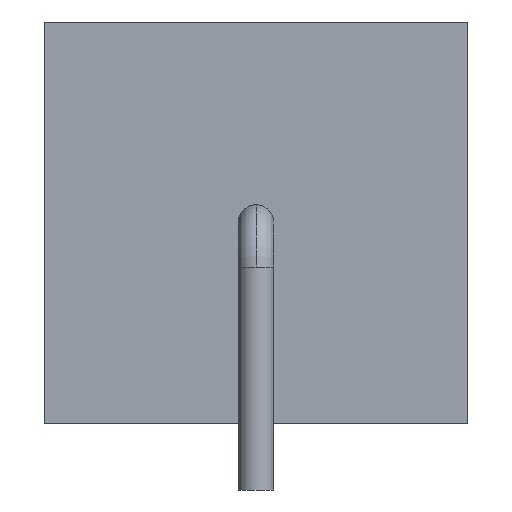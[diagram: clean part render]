
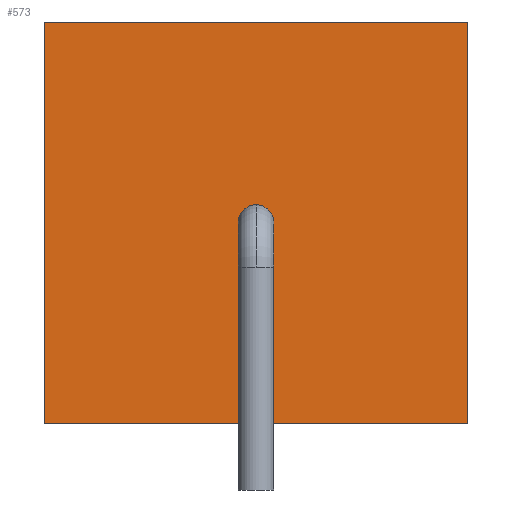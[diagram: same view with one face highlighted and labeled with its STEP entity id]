
A CAD part, left-side view. The second image highlights one B-rep face of the part: STEP entity #573.
In plain terms, the highlighted planar face has unit normal (-1, 0, 0).
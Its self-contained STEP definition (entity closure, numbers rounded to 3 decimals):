
#18 = DIRECTION ( 'NONE',  ( 0., 0., -1. ) ) ;
#32 = DIRECTION ( 'NONE',  ( 1., 0., 0. ) ) ;
#36 = PLANE ( 'NONE',  #512 ) ;
#41 = CARTESIAN_POINT ( 'NONE',  ( -24., -4.75, 0. ) ) ;
#85 = DIRECTION ( 'NONE',  ( 0., -1., 0. ) ) ;
#95 = LINE ( 'NONE', #635, #621 ) ;
#106 = VERTEX_POINT ( 'NONE', #118 ) ;
#118 = CARTESIAN_POINT ( 'NONE',  ( -24., 4.75, 0. ) ) ;
#126 = DIRECTION ( 'NONE',  ( 0., -1., 0. ) ) ;
#156 = CARTESIAN_POINT ( 'NONE',  ( -24., -4.75, 9. ) ) ;
#174 = CARTESIAN_POINT ( 'NONE',  ( -24., -4.75, 0. ) ) ;
#211 = CARTESIAN_POINT ( 'NONE',  ( -24., -4.75, 9. ) ) ;
#213 = EDGE_CURVE ( 'NONE', #250, #106, #95, .T. ) ;
#237 = CARTESIAN_POINT ( 'NONE',  ( -24., 4.75, 9. ) ) ;
#241 = ORIENTED_EDGE ( 'NONE', *, *, #523, .F. ) ;
#250 = VERTEX_POINT ( 'NONE', #237 ) ;
#260 = VERTEX_POINT ( 'NONE', #41 ) ;
#320 = ORIENTED_EDGE ( 'NONE', *, *, #624, .F. ) ;
#327 = ORIENTED_EDGE ( 'NONE', *, *, #497, .T. ) ;
#333 = FACE_OUTER_BOUND ( 'NONE', #426, .T. ) ;
#345 = CARTESIAN_POINT ( 'NONE',  ( -24., -4.75, 9. ) ) ;
#373 = VECTOR ( 'NONE', #18, 1000. ) ;
#422 = VERTEX_POINT ( 'NONE', #156 ) ;
#426 = EDGE_LOOP ( 'NONE', ( #327, #241, #320, #466 ) ) ;
#435 = LINE ( 'NONE', #644, #640 ) ;
#438 = DIRECTION ( 'NONE',  ( 0., 0., -1. ) ) ;
#466 = ORIENTED_EDGE ( 'NONE', *, *, #213, .T. ) ;
#467 = VECTOR ( 'NONE', #126, 1000. ) ;
#487 = DIRECTION ( 'NONE',  ( 0., 0., -1. ) ) ;
#497 = EDGE_CURVE ( 'NONE', #106, #260, #521, .T. ) ;
#512 = AXIS2_PLACEMENT_3D ( 'NONE', #345, #32, #487 ) ;
#521 = LINE ( 'NONE', #174, #467 ) ;
#523 = EDGE_CURVE ( 'NONE', #422, #260, #528, .T. ) ;
#528 = LINE ( 'NONE', #211, #373 ) ;
#573 = ADVANCED_FACE ( 'NONE', ( #333 ), #36, .F. ) ;
#621 = VECTOR ( 'NONE', #438, 1000. ) ;
#624 = EDGE_CURVE ( 'NONE', #250, #422, #435, .T. ) ;
#635 = CARTESIAN_POINT ( 'NONE',  ( -24., 4.75, 9. ) ) ;
#640 = VECTOR ( 'NONE', #85, 1000. ) ;
#644 = CARTESIAN_POINT ( 'NONE',  ( -24., -4.75, 9. ) ) ;
